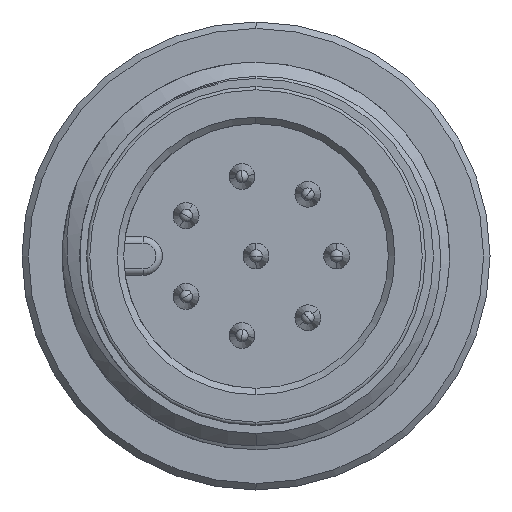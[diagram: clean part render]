
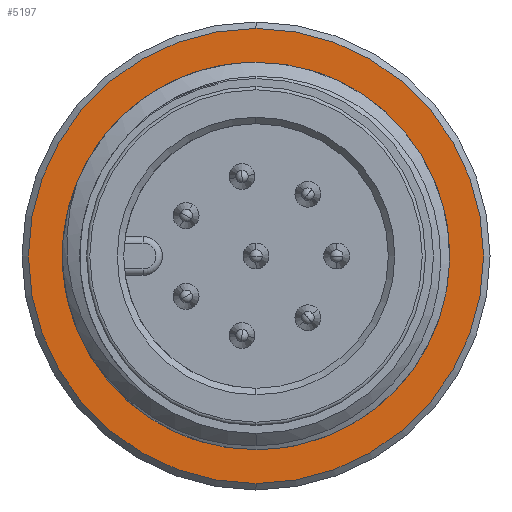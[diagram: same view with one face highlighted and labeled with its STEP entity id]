
A CAD part, left-side view. The second image highlights one B-rep face of the part: STEP entity #5197.
In plain terms, the highlighted planar face has unit normal (-1, 0, 0).
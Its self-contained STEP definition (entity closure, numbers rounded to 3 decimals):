
#326 = AXIS2_PLACEMENT_3D ( 'NONE', #856, #2839, #4304 ) ;
#333 = CARTESIAN_POINT ( 'NONE',  ( 7.3, 0., 0. ) ) ;
#345 = EDGE_CURVE ( 'NONE', #5878, #5732, #906, .T. ) ;
#534 = FACE_BOUND ( 'NONE', #4676, .T. ) ;
#656 = DIRECTION ( 'NONE',  ( 0., 0., 1. ) ) ;
#796 = DIRECTION ( 'NONE',  ( 0., 0., -1. ) ) ;
#856 = CARTESIAN_POINT ( 'NONE',  ( 7.3, 0., 0. ) ) ;
#906 = CIRCLE ( 'NONE', #3108, 7.05 ) ;
#1067 = CARTESIAN_POINT ( 'NONE',  ( 7.3, 0., -6. ) ) ;
#1108 = VERTEX_POINT ( 'NONE', #1067 ) ;
#1435 = DIRECTION ( 'NONE',  ( 0., 0., -1. ) ) ;
#1643 = DIRECTION ( 'NONE',  ( -1., 0., 0. ) ) ;
#1724 = ORIENTED_EDGE ( 'NONE', *, *, #2801, .T. ) ;
#1809 = EDGE_CURVE ( 'NONE', #5731, #1108, #2272, .T. ) ;
#1885 = CARTESIAN_POINT ( 'NONE',  ( 7.3, 6., 0. ) ) ;
#2026 = CARTESIAN_POINT ( 'NONE',  ( 7.3, 0., 0. ) ) ;
#2153 = CARTESIAN_POINT ( 'NONE',  ( 7.3, 0., -7.05 ) ) ;
#2272 = CIRCLE ( 'NONE', #4700, 6. ) ;
#2298 = ORIENTED_EDGE ( 'NONE', *, *, #1809, .F. ) ;
#2387 = DIRECTION ( 'NONE',  ( 1., 0., 0. ) ) ;
#2530 = ORIENTED_EDGE ( 'NONE', *, *, #2809, .F. ) ;
#2801 = EDGE_CURVE ( 'NONE', #5732, #5878, #4182, .T. ) ;
#2809 = EDGE_CURVE ( 'NONE', #1108, #5731, #5300, .T. ) ;
#2839 = DIRECTION ( 'NONE',  ( -1., 0., 0. ) ) ;
#3007 = FACE_OUTER_BOUND ( 'NONE', #3548, .T. ) ;
#3108 = AXIS2_PLACEMENT_3D ( 'NONE', #2026, #4422, #4079 ) ;
#3129 = AXIS2_PLACEMENT_3D ( 'NONE', #1885, #2387, #1435 ) ;
#3548 = EDGE_LOOP ( 'NONE', ( #1724, #4282 ) ) ;
#3688 = DIRECTION ( 'NONE',  ( -1., 0., 0. ) ) ;
#4079 = DIRECTION ( 'NONE',  ( 0., 0., -1. ) ) ;
#4182 = CIRCLE ( 'NONE', #4378, 7.05 ) ;
#4282 = ORIENTED_EDGE ( 'NONE', *, *, #345, .T. ) ;
#4283 = PLANE ( 'NONE',  #3129 ) ;
#4304 = DIRECTION ( 'NONE',  ( 0., 0., 1. ) ) ;
#4378 = AXIS2_PLACEMENT_3D ( 'NONE', #333, #3688, #796 ) ;
#4422 = DIRECTION ( 'NONE',  ( -1., 0., 0. ) ) ;
#4524 = CARTESIAN_POINT ( 'NONE',  ( 7.3, 0., 0. ) ) ;
#4676 = EDGE_LOOP ( 'NONE', ( #2298, #2530 ) ) ;
#4700 = AXIS2_PLACEMENT_3D ( 'NONE', #4524, #1643, #656 ) ;
#5041 = CARTESIAN_POINT ( 'NONE',  ( 7.3, 0., 6. ) ) ;
#5197 = ADVANCED_FACE ( 'NONE', ( #3007, #534 ), #4283, .F. ) ;
#5300 = CIRCLE ( 'NONE', #326, 6. ) ;
#5563 = CARTESIAN_POINT ( 'NONE',  ( 7.3, 0., 7.05 ) ) ;
#5731 = VERTEX_POINT ( 'NONE', #5041 ) ;
#5732 = VERTEX_POINT ( 'NONE', #2153 ) ;
#5878 = VERTEX_POINT ( 'NONE', #5563 ) ;
